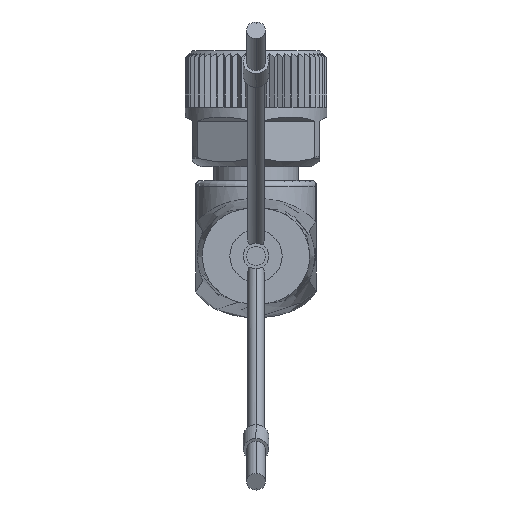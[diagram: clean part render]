
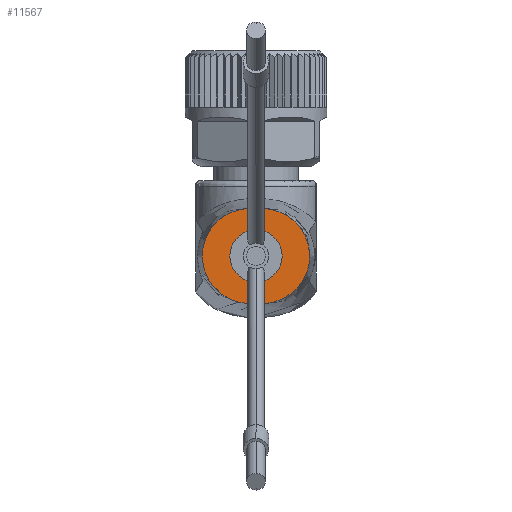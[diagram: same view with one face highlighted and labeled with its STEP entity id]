
A CAD part, front view. The second image highlights one B-rep face of the part: STEP entity #11567.
In plain terms, the highlighted planar face has unit normal (0, -1, 0).
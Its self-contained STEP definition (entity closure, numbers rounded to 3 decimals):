
#642=CIRCLE('',#11748,1.85);
#830=CIRCLE('',#12158,1.85);
#1341=B_SPLINE_CURVE_WITH_KNOTS('',3,(#19799,#19800,#19801,#19802),
 .UNSPECIFIED.,.F.,.U.,(4,4),(0.,1.35),.UNSPECIFIED.);
#1348=B_SPLINE_CURVE_WITH_KNOTS('',3,(#20006,#20007,#20008,#20009,#20010,
#20011,#20012,#20013,#20014,#20015,#20016,#20017,#20018,#20019,#20020,#20021,
#20022,#20023,#20024,#20025),.UNSPECIFIED.,.F.,.U.,(4,2,2,2,2,2,2,2,2,4),
(0.,0.456,0.759,1.007,1.319,
1.765,2.353,2.86,3.497,5.296),
 .UNSPECIFIED.);
#1354=B_SPLINE_CURVE_WITH_KNOTS('',3,(#20220,#20221,#20222,#20223,#20224,
#20225,#20226,#20227,#20228,#20229,#20230,#20231,#20232,#20233,#20234,#20235,
#20236,#20237,#20238,#20239),.UNSPECIFIED.,.F.,.U.,(4,2,2,2,2,2,2,2,2,4),
(0.,0.331,0.998,2.496,3.817,
5.288,7.043,8.668,9.763,11.292),
 .UNSPECIFIED.);
#2253=VERTEX_POINT('',#17944);
#2255=VERTEX_POINT('',#17948);
#2688=VERTEX_POINT('',#19798);
#2689=VERTEX_POINT('',#19803);
#2693=VERTEX_POINT('',#20005);
#5566=EDGE_CURVE('',#2253,#2255,#642,.F.);
#6212=EDGE_CURVE('',#2255,#2253,#830,.F.);
#6220=EDGE_CURVE('',#2688,#2689,#1341,.F.);
#6227=EDGE_CURVE('',#2693,#2688,#1348,.F.);
#6237=EDGE_CURVE('',#2689,#2693,#1354,.F.);
#9641=ORIENTED_EDGE('',*,*,#5566,.T.);
#9642=ORIENTED_EDGE('',*,*,#6212,.T.);
#9643=ORIENTED_EDGE('',*,*,#6237,.F.);
#9644=ORIENTED_EDGE('',*,*,#6220,.F.);
#9645=ORIENTED_EDGE('',*,*,#6227,.F.);
#10299=EDGE_LOOP('',(#9641,#9642));
#10300=EDGE_LOOP('',(#9643,#9644,#9645));
#10954=FACE_BOUND('',#10299,.T.);
#10955=FACE_BOUND('',#10300,.T.);
#11567=ADVANCED_FACE('',(#10954,#10955),#20532,.F.);
#11748=AXIS2_PLACEMENT_3D('',#17949,#12974,#12975);
#12158=AXIS2_PLACEMENT_3D('',#19688,#13970,#13971);
#12167=AXIS2_PLACEMENT_3D('',#20243,#13989,$);
#12974=DIRECTION('',(0.,-1.,0.));
#12975=DIRECTION('',(1.85,0.,0.));
#13970=DIRECTION('',(0.,-1.,0.));
#13971=DIRECTION('',(1.85,0.,0.));
#13989=DIRECTION('',(0.,1.,0.));
#17944=CARTESIAN_POINT('',(1.85,0.,0.));
#17948=CARTESIAN_POINT('',(-1.85,0.,0.));
#17949=CARTESIAN_POINT('',(0.,0.,0.));
#19688=CARTESIAN_POINT('',(0.,0.,0.));
#19798=CARTESIAN_POINT('',(0.,0.,-3.394));
#19799=CARTESIAN_POINT('',(-1.247,0.,-3.253));
#19800=CARTESIAN_POINT('',(-0.809,0.,-3.356));
#19801=CARTESIAN_POINT('',(-0.419,0.,-3.399));
#19802=CARTESIAN_POINT('',(0.03,0.,-3.394));
#19803=CARTESIAN_POINT('',(-1.217,0.,-3.26));
#20005=CARTESIAN_POINT('',(0.,0.,3.394));
#20006=CARTESIAN_POINT('',(-0.03,0.,-3.394));
#20007=CARTESIAN_POINT('',(0.122,0.,-3.396));
#20008=CARTESIAN_POINT('',(0.509,0.,-3.401));
#20009=CARTESIAN_POINT('',(1.343,0.,-3.24));
#20010=CARTESIAN_POINT('',(1.79,0.,-3.124));
#20011=CARTESIAN_POINT('',(2.682,0.,-2.54));
#20012=CARTESIAN_POINT('',(2.986,0.,-2.217));
#20013=CARTESIAN_POINT('',(3.482,0.,-1.496));
#20014=CARTESIAN_POINT('',(3.637,0.,-1.082));
#20015=CARTESIAN_POINT('',(3.832,0.,-0.195));
#20016=CARTESIAN_POINT('',(3.801,0.,0.255));
#20017=CARTESIAN_POINT('',(3.667,0.,1.018));
#20018=CARTESIAN_POINT('',(3.506,0.,1.431));
#20019=CARTESIAN_POINT('',(3.062,0.,2.125));
#20020=CARTESIAN_POINT('',(2.77,0.,2.462));
#20021=CARTESIAN_POINT('',(1.856,0.,3.101));
#20022=CARTESIAN_POINT('',(1.383,0.,3.222));
#20023=CARTESIAN_POINT('',(0.596,0.,3.402));
#20024=CARTESIAN_POINT('',(0.14,0.,3.396));
#20025=CARTESIAN_POINT('',(-0.03,0.,3.394));
#20220=CARTESIAN_POINT('',(0.03,0.,3.394));
#20221=CARTESIAN_POINT('',(-0.08,0.,3.395));
#20222=CARTESIAN_POINT('',(-0.327,0.,3.398));
#20223=CARTESIAN_POINT('',(-1.309,0.,3.282));
#20224=CARTESIAN_POINT('',(-1.677,0.,3.12));
#20225=CARTESIAN_POINT('',(-2.171,0.,2.896));
#20226=CARTESIAN_POINT('',(-2.544,0.,2.658));
#20227=CARTESIAN_POINT('',(-3.18,0.,1.981));
#20228=CARTESIAN_POINT('',(-3.417,0.,1.605));
#20229=CARTESIAN_POINT('',(-3.747,0.,0.747));
#20230=CARTESIAN_POINT('',(-3.8,0.,0.311));
#20231=CARTESIAN_POINT('',(-3.786,0.,-0.5));
#20232=CARTESIAN_POINT('',(-3.693,0.,-0.932));
#20233=CARTESIAN_POINT('',(-3.351,0.,-1.713));
#20234=CARTESIAN_POINT('',(-3.107,0.,-2.087));
#20235=CARTESIAN_POINT('',(-2.543,0.,-2.63));
#20236=CARTESIAN_POINT('',(-2.285,0.,-2.816));
#20237=CARTESIAN_POINT('',(-1.616,0.,-3.169));
#20238=CARTESIAN_POINT('',(-1.326,0.,-3.234));
#20239=CARTESIAN_POINT('',(-1.118,0.,-3.283));
#20243=CARTESIAN_POINT('',(-0.03,0.,-0.014));
#20532=PLANE('',#12167);
